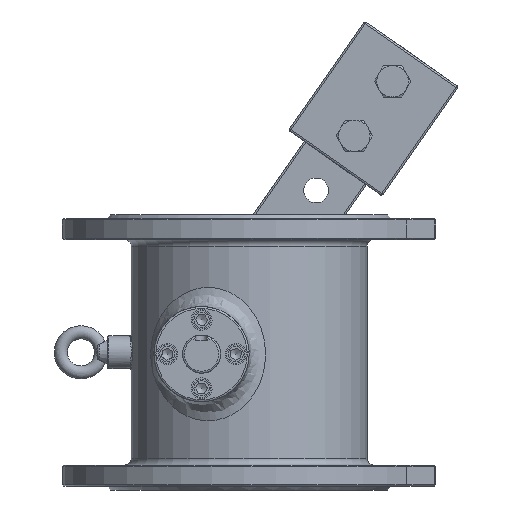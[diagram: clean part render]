
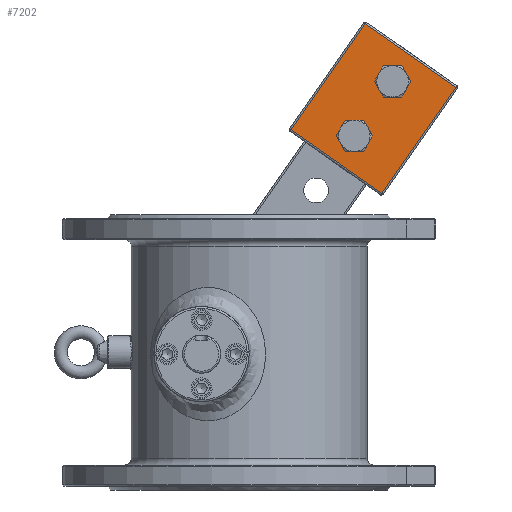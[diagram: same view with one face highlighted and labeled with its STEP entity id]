
A CAD part, left-side view. The second image highlights one B-rep face of the part: STEP entity #7202.
In plain terms, the highlighted planar face has unit normal (-1, 0, 0).
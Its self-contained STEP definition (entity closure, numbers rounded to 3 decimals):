
#319=FACE_BOUND('',#2340,.T.);
#320=FACE_BOUND('',#2341,.T.);
#475=PLANE('',#8086);
#897=LINE('',#13206,#1307);
#903=LINE('',#13235,#1313);
#905=LINE('',#13238,#1315);
#907=LINE('',#13241,#1317);
#1307=VECTOR('',#9750,14.516);
#1313=VECTOR('',#9782,14.516);
#1315=VECTOR('',#9786,14.516);
#1317=VECTOR('',#9790,14.516);
#1869=FACE_OUTER_BOUND('',#2339,.T.);
#2339=EDGE_LOOP('',(#5906,#5907,#5908,#5909));
#2340=EDGE_LOOP('',(#5910));
#2341=EDGE_LOOP('',(#5911));
#2813=CIRCLE('',#8087,9.435);
#2814=CIRCLE('',#8088,9.435);
#3355=VERTEX_POINT('',#13181);
#3360=VERTEX_POINT('',#13194);
#3365=VERTEX_POINT('',#13210);
#3370=VERTEX_POINT('',#13223);
#3379=VERTEX_POINT('',#13260);
#3380=VERTEX_POINT('',#13262);
#4225=EDGE_CURVE('',#3355,#3360,#897,.T.);
#4239=EDGE_CURVE('',#3360,#3370,#903,.T.);
#4241=EDGE_CURVE('',#3370,#3365,#905,.T.);
#4243=EDGE_CURVE('',#3365,#3355,#907,.T.);
#4253=EDGE_CURVE('',#3379,#3379,#2813,.T.);
#4254=EDGE_CURVE('',#3380,#3380,#2814,.T.);
#5906=ORIENTED_EDGE('',*,*,#4225,.F.);
#5907=ORIENTED_EDGE('',*,*,#4243,.F.);
#5908=ORIENTED_EDGE('',*,*,#4241,.F.);
#5909=ORIENTED_EDGE('',*,*,#4239,.F.);
#5910=ORIENTED_EDGE('',*,*,#4253,.T.);
#5911=ORIENTED_EDGE('',*,*,#4254,.T.);
#7202=ADVANCED_FACE('',(#1869,#319,#320),#475,.T.);
#8086=AXIS2_PLACEMENT_3D('',#13259,#9806,#9807);
#8087=AXIS2_PLACEMENT_3D('',#13261,#9808,#9809);
#8088=AXIS2_PLACEMENT_3D('',#13263,#9810,#9811);
#9750=DIRECTION('',(0.,0.819,0.574));
#9782=DIRECTION('',(0.,-0.574,0.819));
#9786=DIRECTION('',(0.,-0.819,-0.574));
#9790=DIRECTION('',(0.,0.574,-0.819));
#9806=DIRECTION('center_axis',(-1.,0.,0.));
#9807=DIRECTION('ref_axis',(0.,0.,1.));
#9808=DIRECTION('center_axis',(1.,0.,0.));
#9809=DIRECTION('ref_axis',(0.,0.,-1.));
#9810=DIRECTION('center_axis',(1.,0.,0.));
#9811=DIRECTION('ref_axis',(0.,0.,-1.));
#13181=CARTESIAN_POINT('',(262.742,-101.021,122.707));
#13194=CARTESIAN_POINT('',(262.742,-32.053,170.999));
#13206=CARTESIAN_POINT('',(262.742,-48.701,159.342));
#13210=CARTESIAN_POINT('',(262.742,-157.638,203.565));
#13223=CARTESIAN_POINT('',(262.742,-88.671,251.857));
#13235=CARTESIAN_POINT('',(262.742,-74.933,232.237));
#13238=CARTESIAN_POINT('',(262.742,-140.991,215.222));
#13241=CARTESIAN_POINT('',(262.742,-114.759,142.327));
#13259=CARTESIAN_POINT('Origin',(262.742,-94.846,187.282));
#13260=CARTESIAN_POINT('',(262.742,-80.275,157.037));
#13261=CARTESIAN_POINT('Origin',(262.742,-80.275,166.473));
#13262=CARTESIAN_POINT('',(262.742,-109.417,217.527));
#13263=CARTESIAN_POINT('Origin',(262.742,-109.417,208.091));
